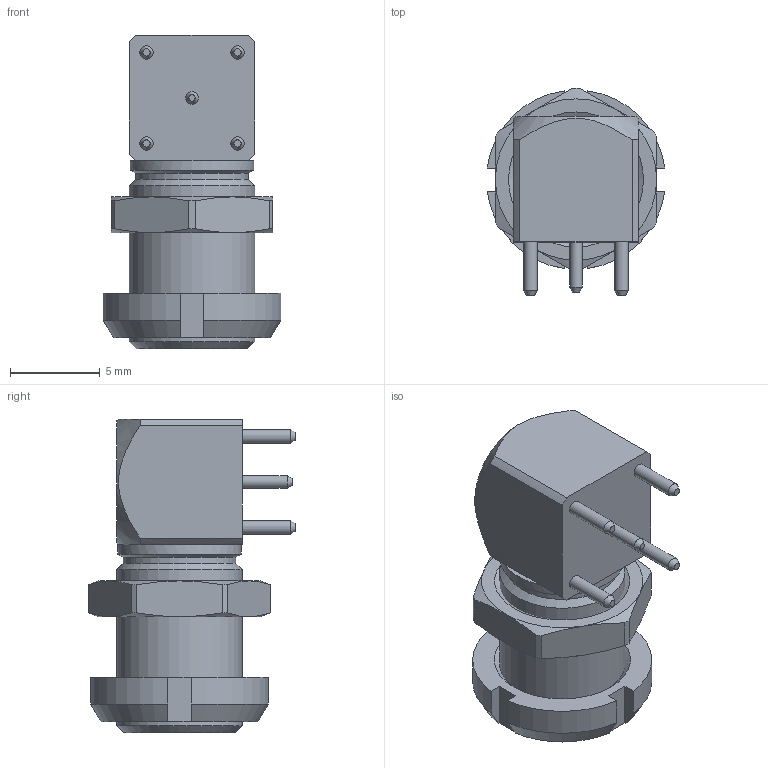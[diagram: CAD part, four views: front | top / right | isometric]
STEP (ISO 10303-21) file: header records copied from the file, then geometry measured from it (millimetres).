
FILE_DESCRIPTION( ( 'STEP AP214' ), '1' );
FILE_NAME( 'EPS.00.250.NTN.stp', '2022-03-04T02:21:39', ( 'License CC BY-ND 4.0' ), ( 'CADENAS' ), ' ', 'PARTsolutions', ' ' );
FILE_SCHEMA( ( 'AUTOMOTIVE_DESIGN { 1 0 10303 214 1 1 1 1 }' ) );
Length unit declared in the file: millimetre
Products named in the file (4): EPS.00.250.NTN; Solid2; Solid1
Assembly tree (3 placements, depth 2):
  EPS.00.250.NTN
    Solid2
    Solid1
    Solid1
Bounding box: 9.92 x 11.6 x 17.5 mm (x, y, z)
Volume: 890.5 mm3; surface area: 904.6 mm2
Topology: 3 solids, 3 shells, 94 faces, 218 edges, 135 vertices
Faces by surface type: plane 39, cone 29, cylinder 26
Full cylindrical faces by diameter (mm): 0.7 x1, 0.75 x4, 6.3 x1, 6.5 x1, 6.9 x1, 7 x2
Entity records: 3313 total; most frequent: CARTESIAN_POINT 509, DIRECTION 430, ORIENTED_EDGE 384, EDGE_CURVE 192, AXIS2_PLACEMENT_3D 180, VERTEX_POINT 132, EDGE_LOOP 126, FACE_OUTER_BOUND 104
